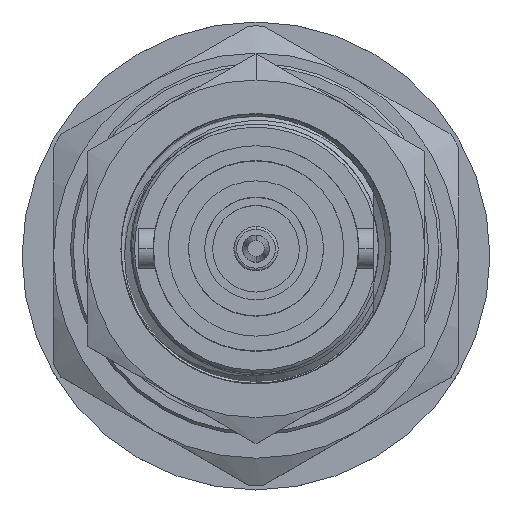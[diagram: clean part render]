
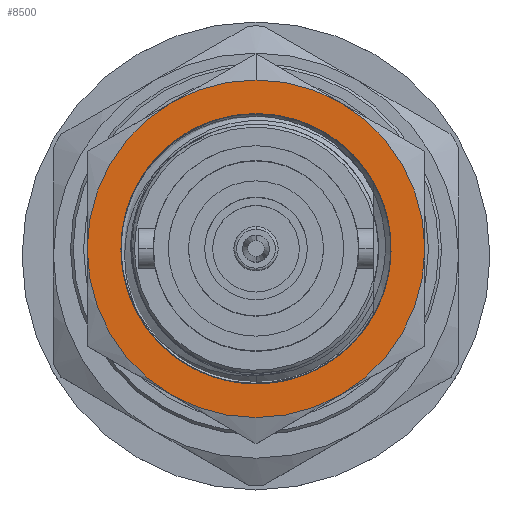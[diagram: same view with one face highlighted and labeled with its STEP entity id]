
A CAD part, top view. The second image highlights one B-rep face of the part: STEP entity #8500.
In plain terms, the highlighted face is planar.
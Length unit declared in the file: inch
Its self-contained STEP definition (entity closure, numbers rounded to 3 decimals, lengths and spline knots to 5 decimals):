
#858 = DIRECTION ( 'NONE',  ( 0., 1., 0. ) ) ;
#1583 = CARTESIAN_POINT ( 'NONE',  ( 0.446, 0., 0. ) ) ;
#1862 = DIRECTION ( 'NONE',  ( 0., 1., 0. ) ) ;
#2035 = DIRECTION ( 'NONE',  ( 0., 1., 0. ) ) ;
#2135 = CARTESIAN_POINT ( 'NONE',  ( 0.446, 0.3125, 0. ) ) ;
#2616 = VERTEX_POINT ( 'NONE', #18906 ) ;
#3058 = VERTEX_POINT ( 'NONE', #16255 ) ;
#3072 = AXIS2_PLACEMENT_3D ( 'NONE', #11614, #31798, #2035 ) ;
#3186 = DIRECTION ( 'NONE',  ( 0., 1., 0. ) ) ;
#3231 = AXIS2_PLACEMENT_3D ( 'NONE', #19233, #16785, #27824 ) ;
#3468 = CARTESIAN_POINT ( 'NONE',  ( 0.446, 0., 0. ) ) ;
#3759 = FACE_BOUND ( 'NONE', #25510, .T. ) ;
#5457 = VERTEX_POINT ( 'NONE', #16452 ) ;
#5617 = CARTESIAN_POINT ( 'NONE',  ( 0.446, 0., 0. ) ) ;
#5729 = ORIENTED_EDGE ( 'NONE', *, *, #19717, .T. ) ;
#5836 = DIRECTION ( 'NONE',  ( 0., 1., 0. ) ) ;
#6407 = CIRCLE ( 'NONE', #14186, 0.3125 ) ;
#6815 = VERTEX_POINT ( 'NONE', #26505 ) ;
#7411 = AXIS2_PLACEMENT_3D ( 'NONE', #3468, #23148, #858 ) ;
#7481 = AXIS2_PLACEMENT_3D ( 'NONE', #16639, #26573, #1862 ) ;
#7625 = DIRECTION ( 'NONE',  ( -1., 0., 0. ) ) ;
#7807 = EDGE_CURVE ( 'NONE', #19503, #3058, #15019, .T. ) ;
#7842 = EDGE_CURVE ( 'NONE', #5457, #21550, #19720, .T. ) ;
#8006 = ORIENTED_EDGE ( 'NONE', *, *, #21619, .T. ) ;
#8500 = ADVANCED_FACE ( 'NONE', ( #3759, #22703 ), #17500, .F. ) ;
#8752 = AXIS2_PLACEMENT_3D ( 'NONE', #1583, #26621, #31661 ) ;
#8833 = EDGE_CURVE ( 'NONE', #6815, #21550, #13908, .T. ) ;
#9441 = CARTESIAN_POINT ( 'NONE',  ( 0.446, 0.20003, -0.14996 ) ) ;
#9666 = EDGE_CURVE ( 'NONE', #25973, #6815, #17576, .T. ) ;
#9745 = ORIENTED_EDGE ( 'NONE', *, *, #9666, .T. ) ;
#11614 = CARTESIAN_POINT ( 'NONE',  ( 0.446, 0., 0. ) ) ;
#12442 = CIRCLE ( 'NONE', #24935, 0.25 ) ;
#12622 = CARTESIAN_POINT ( 'NONE',  ( 0.446, 0., 0. ) ) ;
#12868 = AXIS2_PLACEMENT_3D ( 'NONE', #5617, #25476, #3186 ) ;
#13128 = ORIENTED_EDGE ( 'NONE', *, *, #17692, .T. ) ;
#13529 = EDGE_CURVE ( 'NONE', #5457, #19503, #19325, .T. ) ;
#13908 = CIRCLE ( 'NONE', #12868, 0.3125 ) ;
#14186 = AXIS2_PLACEMENT_3D ( 'NONE', #27792, #7625, #25052 ) ;
#15019 = CIRCLE ( 'NONE', #17597, 0.3125 ) ;
#15075 = DIRECTION ( 'NONE',  ( 1., 0., 0. ) ) ;
#15319 = ORIENTED_EDGE ( 'NONE', *, *, #18419, .T. ) ;
#16073 = CARTESIAN_POINT ( 'NONE',  ( 0.446, 0., 0.3125 ) ) ;
#16255 = CARTESIAN_POINT ( 'NONE',  ( 0.446, 0.27063, -0.15625 ) ) ;
#16452 = CARTESIAN_POINT ( 'NONE',  ( 0.446, 0.27063, 0.15625 ) ) ;
#16639 = CARTESIAN_POINT ( 'NONE',  ( 0.446, 0., 0. ) ) ;
#16785 = DIRECTION ( 'NONE',  ( -1., 0., 0. ) ) ;
#17500 = PLANE ( 'NONE',  #20215 ) ;
#17576 = CIRCLE ( 'NONE', #8752, 0.3125 ) ;
#17597 = AXIS2_PLACEMENT_3D ( 'NONE', #29197, #31627, #19272 ) ;
#17684 = ORIENTED_EDGE ( 'NONE', *, *, #7842, .F. ) ;
#17692 = EDGE_CURVE ( 'NONE', #3058, #22463, #30327, .T. ) ;
#17784 = CIRCLE ( 'NONE', #7411, 0.25 ) ;
#18355 = ORIENTED_EDGE ( 'NONE', *, *, #13529, .T. ) ;
#18419 = EDGE_CURVE ( 'NONE', #2616, #28325, #17784, .T. ) ;
#18906 = CARTESIAN_POINT ( 'NONE',  ( 0.446, 0.03541, -0.24748 ) ) ;
#19233 = CARTESIAN_POINT ( 'NONE',  ( 0.446, 0., 0. ) ) ;
#19272 = DIRECTION ( 'NONE',  ( 0., 1., 0. ) ) ;
#19325 = CIRCLE ( 'NONE', #3231, 0.3125 ) ;
#19503 = VERTEX_POINT ( 'NONE', #2135 ) ;
#19717 = EDGE_CURVE ( 'NONE', #22463, #25973, #6407, .T. ) ;
#19720 = CIRCLE ( 'NONE', #3072, 0.3125 ) ;
#20215 = AXIS2_PLACEMENT_3D ( 'NONE', #12622, #15075, #25008 ) ;
#21550 = VERTEX_POINT ( 'NONE', #16073 ) ;
#21619 = EDGE_CURVE ( 'NONE', #28325, #2616, #12442, .T. ) ;
#21725 = CARTESIAN_POINT ( 'NONE',  ( 0.446, 0., -0.3125 ) ) ;
#21758 = EDGE_LOOP ( 'NONE', ( #18355, #24402, #13128, #5729, #9745, #30227, #17684 ) ) ;
#22463 = VERTEX_POINT ( 'NONE', #21725 ) ;
#22703 = FACE_OUTER_BOUND ( 'NONE', #21758, .T. ) ;
#23148 = DIRECTION ( 'NONE',  ( 1., 0., 0. ) ) ;
#24402 = ORIENTED_EDGE ( 'NONE', *, *, #7807, .T. ) ;
#24935 = AXIS2_PLACEMENT_3D ( 'NONE', #28291, #28613, #5836 ) ;
#25008 = DIRECTION ( 'NONE',  ( 0., 1., 0. ) ) ;
#25052 = DIRECTION ( 'NONE',  ( 0., 1., 0. ) ) ;
#25476 = DIRECTION ( 'NONE',  ( -1., 0., 0. ) ) ;
#25510 = EDGE_LOOP ( 'NONE', ( #8006, #15319 ) ) ;
#25973 = VERTEX_POINT ( 'NONE', #28227 ) ;
#26505 = CARTESIAN_POINT ( 'NONE',  ( 0.446, -0.27063, 0.15625 ) ) ;
#26573 = DIRECTION ( 'NONE',  ( -1., 0., 0. ) ) ;
#26621 = DIRECTION ( 'NONE',  ( -1., 0., 0. ) ) ;
#27792 = CARTESIAN_POINT ( 'NONE',  ( 0.446, 0., 0. ) ) ;
#27824 = DIRECTION ( 'NONE',  ( 0., 1., 0. ) ) ;
#28227 = CARTESIAN_POINT ( 'NONE',  ( 0.446, -0.27063, -0.15625 ) ) ;
#28291 = CARTESIAN_POINT ( 'NONE',  ( 0.446, 0., 0. ) ) ;
#28325 = VERTEX_POINT ( 'NONE', #9441 ) ;
#28613 = DIRECTION ( 'NONE',  ( 1., 0., 0. ) ) ;
#29197 = CARTESIAN_POINT ( 'NONE',  ( 0.446, 0., 0. ) ) ;
#30227 = ORIENTED_EDGE ( 'NONE', *, *, #8833, .T. ) ;
#30327 = CIRCLE ( 'NONE', #7481, 0.3125 ) ;
#31627 = DIRECTION ( 'NONE',  ( -1., 0., 0. ) ) ;
#31661 = DIRECTION ( 'NONE',  ( 0., 1., 0. ) ) ;
#31798 = DIRECTION ( 'NONE',  ( 1., 0., 0. ) ) ;
